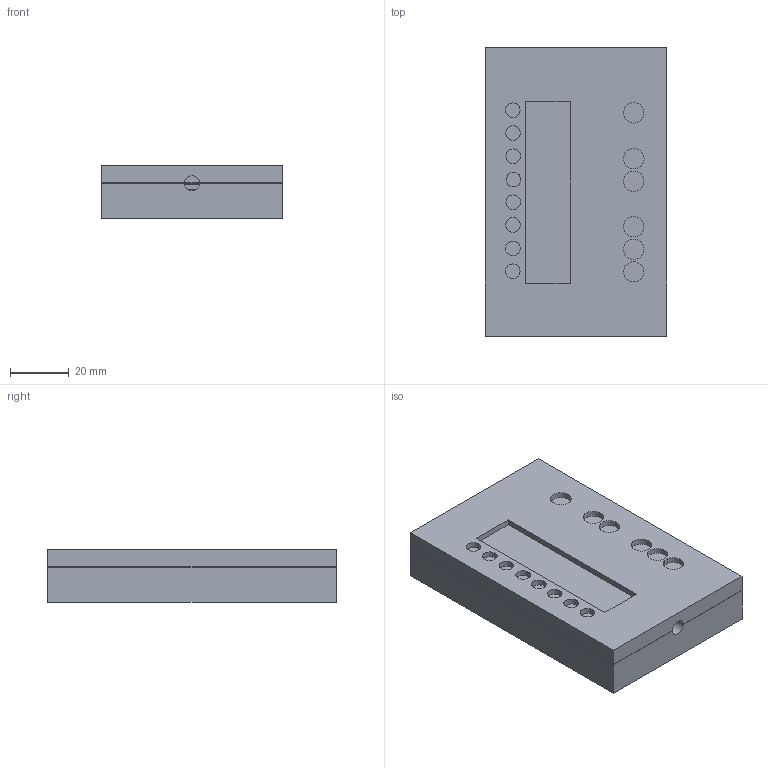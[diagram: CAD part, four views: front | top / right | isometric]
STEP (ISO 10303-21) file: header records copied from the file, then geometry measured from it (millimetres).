
FILE_DESCRIPTION(/* description */ ('','CAx-IF Rec.Pracs.---Representation and Presentation of Product Manufacturing Information (PMI)---4.0---2014-10-13'),/* implementation_level */ '2;1');
FILE_NAME(/* name */ 'Control Panel.step',/* time_stamp */ '2024-11-27T23:15:47-05:00',/* author */ (''),/* organization */ (''),/* preprocessor_version */ 'ST-DEVELOPER v20',/* originating_system */ 'Autodesk Translation Framework v13.20.0.188',/* authorisation */ '');
FILE_SCHEMA (('AP242_MANAGED_MODEL_BASED_3D_ENGINEERING_MIM_LF { 1 0 10303 442 1 1 4 }'));
Length unit declared in the file: millimetre
Products named in the file (2): Site3 ELS Control Panel; Bottom
Assembly tree (1 placements, depth 2):
  Site3 ELS Control Panel
    Bottom
Bounding box: 62 x 98.5 x 18 mm (x, y, z)
Volume: 51584.5 mm3; surface area: 43879.9 mm2
Topology: 4 solids, 4 shells, 151 faces, 350 edges, 230 vertices
Faces by surface type: plane 88, cylinder 55, cone 8
Full cylindrical faces by diameter (mm): 2.1 x4, 3.1 x11, 4 x2, 4.1 x8, 5 x8, 6 x4, 7 x5, 8.5 x4
Entity records: 4452 total; most frequent: DIRECTION 776, CARTESIAN_POINT 734, ORIENTED_EDGE 700, EDGE_CURVE 350, AXIS2_PLACEMENT_3D 272, LINE 232, VECTOR 232, VERTEX_POINT 230
